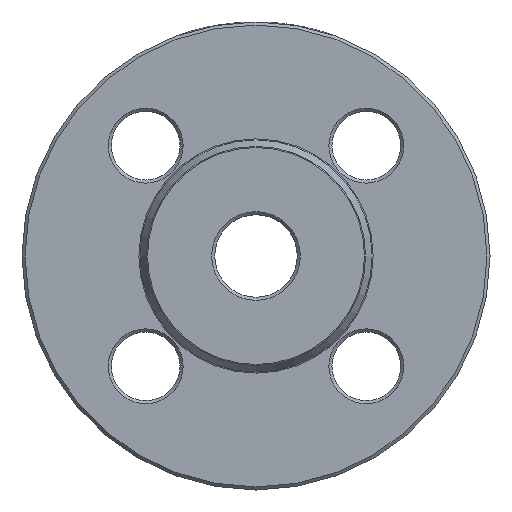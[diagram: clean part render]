
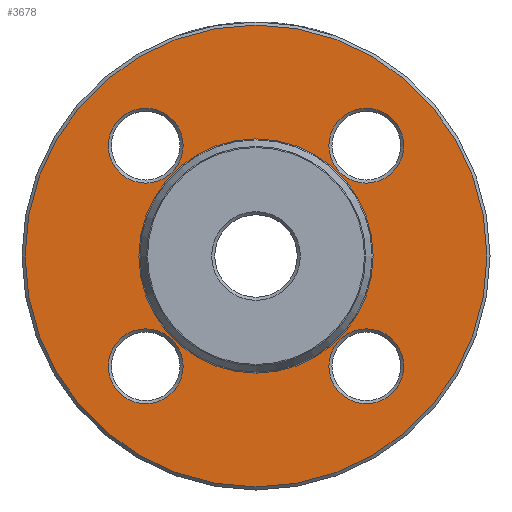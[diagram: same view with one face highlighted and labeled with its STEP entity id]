
A CAD part, left-side view. The second image highlights one B-rep face of the part: STEP entity #3678.
In plain terms, the highlighted planar face has unit normal (-1, 0, 0).
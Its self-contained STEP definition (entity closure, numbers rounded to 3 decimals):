
#1 = ORIENTED_EDGE ( 'NONE', *, *, #441, .T. ) ;
#14 = CIRCLE ( 'NONE', #519, 6. ) ;
#51 = EDGE_CURVE ( 'NONE', #1707, #1707, #3301, .T. ) ;
#58 = CIRCLE ( 'NONE', #2091, 6. ) ;
#297 = EDGE_CURVE ( 'NONE', #3900, #3900, #3241, .T. ) ;
#322 = CIRCLE ( 'NONE', #1145, 6. ) ;
#368 = DIRECTION ( 'NONE',  ( 1., 0., 0. ) ) ;
#382 = AXIS2_PLACEMENT_3D ( 'NONE', #2581, #1402, #3845 ) ;
#441 = EDGE_CURVE ( 'NONE', #839, #839, #322, .T. ) ;
#458 = AXIS2_PLACEMENT_3D ( 'NONE', #977, #659, #1551 ) ;
#519 = AXIS2_PLACEMENT_3D ( 'NONE', #1521, #368, #1504 ) ;
#588 = DIRECTION ( 'NONE',  ( 0., 0., -1. ) ) ;
#638 = FACE_BOUND ( 'NONE', #3614, .T. ) ;
#659 = DIRECTION ( 'NONE',  ( 1., 0., 0. ) ) ;
#819 = CARTESIAN_POINT ( 'NONE',  ( 2., 0., -18.77 ) ) ;
#839 = VERTEX_POINT ( 'NONE', #2343 ) ;
#913 = ORIENTED_EDGE ( 'NONE', *, *, #954, .T. ) ;
#954 = EDGE_CURVE ( 'NONE', #1166, #1166, #58, .T. ) ;
#963 = ORIENTED_EDGE ( 'NONE', *, *, #51, .T. ) ;
#977 = CARTESIAN_POINT ( 'NONE',  ( 2., 18.655, 0. ) ) ;
#1086 = ORIENTED_EDGE ( 'NONE', *, *, #3059, .T. ) ;
#1145 = AXIS2_PLACEMENT_3D ( 'NONE', #1537, #2752, #1278 ) ;
#1165 = EDGE_LOOP ( 'NONE', ( #1086 ) ) ;
#1166 = VERTEX_POINT ( 'NONE', #3258 ) ;
#1278 = DIRECTION ( 'NONE',  ( 0., 0., -1. ) ) ;
#1402 = DIRECTION ( 'NONE',  ( -1., 0., 0. ) ) ;
#1462 = CARTESIAN_POINT ( 'NONE',  ( 2., 0., 0. ) ) ;
#1504 = DIRECTION ( 'NONE',  ( 0., 1., 0. ) ) ;
#1521 = CARTESIAN_POINT ( 'NONE',  ( 2., 17.678, 17.678 ) ) ;
#1537 = CARTESIAN_POINT ( 'NONE',  ( 2., 17.678, -17.678 ) ) ;
#1551 = DIRECTION ( 'NONE',  ( 0., 0., -1. ) ) ;
#1573 = ORIENTED_EDGE ( 'NONE', *, *, #2680, .T. ) ;
#1643 = CARTESIAN_POINT ( 'NONE',  ( 2., -17.678, -17.678 ) ) ;
#1662 = EDGE_LOOP ( 'NONE', ( #1 ) ) ;
#1707 = VERTEX_POINT ( 'NONE', #2977 ) ;
#1721 = DIRECTION ( 'NONE',  ( 0., 0., 1. ) ) ;
#1819 = FACE_BOUND ( 'NONE', #1922, .T. ) ;
#1862 = AXIS2_PLACEMENT_3D ( 'NONE', #2721, #3560, #1721 ) ;
#1907 = PLANE ( 'NONE',  #458 ) ;
#1922 = EDGE_LOOP ( 'NONE', ( #913 ) ) ;
#2091 = AXIS2_PLACEMENT_3D ( 'NONE', #1643, #3502, #3232 ) ;
#2343 = CARTESIAN_POINT ( 'NONE',  ( 2., 17.678, -23.678 ) ) ;
#2552 = AXIS2_PLACEMENT_3D ( 'NONE', #1462, #3270, #588 ) ;
#2581 = CARTESIAN_POINT ( 'NONE',  ( 2., 0., 0. ) ) ;
#2680 = EDGE_CURVE ( 'NONE', #3622, #3622, #14, .T. ) ;
#2721 = CARTESIAN_POINT ( 'NONE',  ( 2., -17.678, 17.678 ) ) ;
#2731 = FACE_BOUND ( 'NONE', #3722, .T. ) ;
#2752 = DIRECTION ( 'NONE',  ( 1., 0., 0. ) ) ;
#2923 = CARTESIAN_POINT ( 'NONE',  ( 2., 23.678, 17.678 ) ) ;
#2942 = CARTESIAN_POINT ( 'NONE',  ( 2., -17.678, 23.678 ) ) ;
#2977 = CARTESIAN_POINT ( 'NONE',  ( 2., 0., -37. ) ) ;
#3036 = FACE_BOUND ( 'NONE', #1662, .T. ) ;
#3059 = EDGE_CURVE ( 'NONE', #3237, #3237, #3338, .T. ) ;
#3232 = DIRECTION ( 'NONE',  ( 0., -1., 0. ) ) ;
#3237 = VERTEX_POINT ( 'NONE', #2942 ) ;
#3241 = CIRCLE ( 'NONE', #2552, 18.77 ) ;
#3258 = CARTESIAN_POINT ( 'NONE',  ( 2., -23.678, -17.678 ) ) ;
#3270 = DIRECTION ( 'NONE',  ( 1., 0., 0. ) ) ;
#3301 = CIRCLE ( 'NONE', #382, 37. ) ;
#3338 = CIRCLE ( 'NONE', #1862, 6. ) ;
#3388 = FACE_OUTER_BOUND ( 'NONE', #3941, .T. ) ;
#3456 = ORIENTED_EDGE ( 'NONE', *, *, #297, .T. ) ;
#3502 = DIRECTION ( 'NONE',  ( 1., 0., 0. ) ) ;
#3560 = DIRECTION ( 'NONE',  ( 1., 0., 0. ) ) ;
#3614 = EDGE_LOOP ( 'NONE', ( #1573 ) ) ;
#3622 = VERTEX_POINT ( 'NONE', #2923 ) ;
#3678 = ADVANCED_FACE ( 'NONE', ( #1819, #3947, #638, #3036, #2731, #3388 ), #1907, .F. ) ;
#3722 = EDGE_LOOP ( 'NONE', ( #3456 ) ) ;
#3845 = DIRECTION ( 'NONE',  ( 0., 0., -1. ) ) ;
#3900 = VERTEX_POINT ( 'NONE', #819 ) ;
#3941 = EDGE_LOOP ( 'NONE', ( #963 ) ) ;
#3947 = FACE_BOUND ( 'NONE', #1165, .T. ) ;
